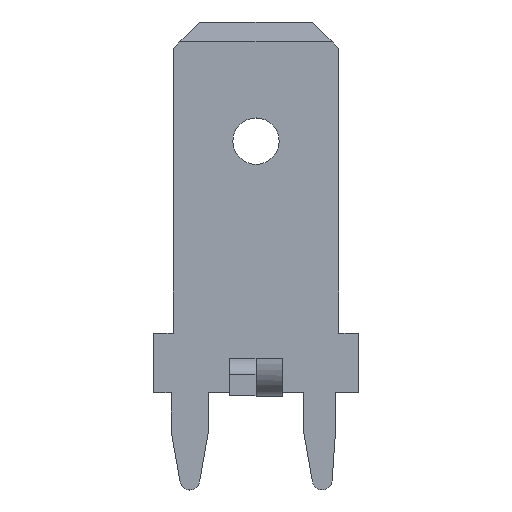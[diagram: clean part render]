
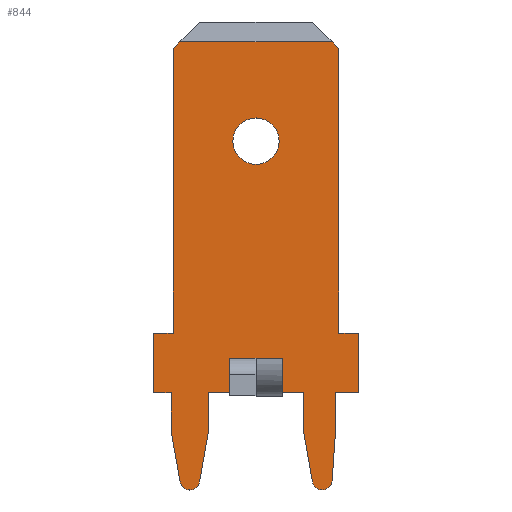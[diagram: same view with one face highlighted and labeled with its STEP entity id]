
A CAD part, top view. The second image highlights one B-rep face of the part: STEP entity #844.
In plain terms, the highlighted planar face has unit normal (0, 0, 1).
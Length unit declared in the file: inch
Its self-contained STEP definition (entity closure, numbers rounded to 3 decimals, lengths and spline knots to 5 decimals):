
#121=CARTESIAN_POINT('',(0.,0.35,0.016));
#122=DIRECTION('',(0.,0.,-1.));
#123=DIRECTION('',(1.,0.,0.));
#124=AXIS2_PLACEMENT_3D('',#121,#122,#123);
#126=CARTESIAN_POINT('',(0.,0.35,0.016));
#127=DIRECTION('',(0.,0.,-1.));
#128=DIRECTION('',(-1.,0.,0.));
#129=AXIS2_PLACEMENT_3D('',#126,#127,#128);
#131=DIRECTION('',(1.,0.,0.));
#132=VECTOR('',#131,0.03207);
#133=CARTESIAN_POINT('',(0.04,-0.03,0.016));
#134=LINE('',#133,#132);
#135=DIRECTION('',(0.,-1.,0.));
#136=VECTOR('',#135,0.052);
#137=CARTESIAN_POINT('',(0.04,0.022,0.016));
#138=LINE('',#137,#136);
#139=DIRECTION('',(0.,1.,0.));
#140=VECTOR('',#139,0.00078);
#141=CARTESIAN_POINT('',(-0.04,-0.03,0.016));
#142=LINE('',#141,#140);
#143=DIRECTION('',(1.,0.,0.));
#144=VECTOR('',#143,0.03207);
#145=CARTESIAN_POINT('',(-0.07207,-0.03,0.016));
#146=LINE('',#145,#144);
#147=DIRECTION('',(0.174,0.985,0.));
#148=VECTOR('',#147,0.07576);
#149=CARTESIAN_POINT('',(-0.08523,-0.16461,0.016));
#150=LINE('',#149,#148);
#151=CARTESIAN_POINT('',(-0.1,-0.162,0.016));
#152=DIRECTION('',(0.,0.,1.));
#153=DIRECTION('',(-0.985,-0.174,0.));
#154=AXIS2_PLACEMENT_3D('',#151,#152,#153);
#156=DIRECTION('',(0.174,-0.985,0.));
#157=VECTOR('',#156,0.07576);
#158=CARTESIAN_POINT('',(-0.12793,-0.09,0.016));
#159=LINE('',#158,#157);
#160=DIRECTION('',(0.,-1.,0.));
#161=VECTOR('',#160,0.06);
#162=CARTESIAN_POINT('',(-0.12793,-0.03,0.016));
#163=LINE('',#162,#161);
#164=DIRECTION('',(1.,0.,0.));
#165=VECTOR('',#164,0.02707);
#166=CARTESIAN_POINT('',(-0.155,-0.03,0.016));
#167=LINE('',#166,#165);
#168=DIRECTION('',(0.,-1.,0.));
#169=VECTOR('',#168,0.09);
#170=CARTESIAN_POINT('',(-0.155,0.06,0.016));
#171=LINE('',#170,#169);
#172=DIRECTION('',(-1.,0.,0.));
#173=VECTOR('',#172,0.03);
#174=CARTESIAN_POINT('',(-0.125,0.06,0.016));
#175=LINE('',#174,#173);
#176=DIRECTION('',(0.,-1.,0.));
#177=VECTOR('',#176,0.43);
#178=CARTESIAN_POINT('',(-0.125,0.49,0.016));
#179=LINE('',#178,#177);
#180=DIRECTION('',(-0.707,-0.707,0.));
#181=VECTOR('',#180,0.01414);
#182=CARTESIAN_POINT('',(-0.115,0.5,0.016));
#183=LINE('',#182,#181);
#184=DIRECTION('',(-1.,0.,0.));
#185=VECTOR('',#184,0.23);
#186=CARTESIAN_POINT('',(0.115,0.5,0.016));
#187=LINE('',#186,#185);
#188=DIRECTION('',(-0.707,0.707,0.));
#189=VECTOR('',#188,0.01414);
#190=CARTESIAN_POINT('',(0.125,0.49,0.016));
#191=LINE('',#190,#189);
#192=DIRECTION('',(0.,1.,0.));
#193=VECTOR('',#192,0.43);
#194=CARTESIAN_POINT('',(0.125,0.06,0.016));
#195=LINE('',#194,#193);
#196=DIRECTION('',(-1.,0.,0.));
#197=VECTOR('',#196,0.03);
#198=CARTESIAN_POINT('',(0.155,0.06,0.016));
#199=LINE('',#198,#197);
#200=DIRECTION('',(0.,1.,0.));
#201=VECTOR('',#200,0.09);
#202=CARTESIAN_POINT('',(0.155,-0.03,0.016));
#203=LINE('',#202,#201);
#204=DIRECTION('',(1.,0.,0.));
#205=VECTOR('',#204,0.03493);
#206=CARTESIAN_POINT('',(0.12007,-0.03,0.016));
#207=LINE('',#206,#205);
#208=DIRECTION('',(0.,1.,0.));
#209=VECTOR('',#208,0.06);
#210=CARTESIAN_POINT('',(0.12007,-0.09,0.016));
#211=LINE('',#210,#209);
#212=DIRECTION('',(0.07,0.998,0.));
#213=VECTOR('',#212,0.07322);
#214=CARTESIAN_POINT('',(0.11496,-0.16305,0.016));
#215=LINE('',#214,#213);
#216=CARTESIAN_POINT('',(0.1,-0.162,0.016));
#217=DIRECTION('',(0.,0.,1.));
#218=DIRECTION('',(-0.985,-0.174,0.));
#219=AXIS2_PLACEMENT_3D('',#216,#217,#218);
#221=DIRECTION('',(0.174,-0.985,0.));
#222=VECTOR('',#221,0.07576);
#223=CARTESIAN_POINT('',(0.07207,-0.09,0.016));
#224=LINE('',#223,#222);
#229=DIRECTION('',(0.,-1.,0.));
#230=VECTOR('',#229,0.06);
#231=CARTESIAN_POINT('',(0.07207,-0.03,0.016));
#232=LINE('',#231,#230);
#246=DIRECTION('',(1.,0.,0.));
#247=VECTOR('',#246,0.04);
#248=CARTESIAN_POINT('',(0.,0.022,0.016));
#249=LINE('',#248,#247);
#332=DIRECTION('',(0.,1.,0.));
#333=VECTOR('',#332,0.06);
#334=CARTESIAN_POINT('',(-0.07207,-0.09,0.016));
#335=LINE('',#334,#333);
#436=DIRECTION('',(0.,-1.,0.));
#437=VECTOR('',#436,0.05122);
#438=CARTESIAN_POINT('',(-0.04,0.022,0.016));
#439=LINE('',#438,#437);
#462=DIRECTION('',(-1.,0.,0.));
#463=VECTOR('',#462,0.04);
#464=CARTESIAN_POINT('',(0.,0.022,0.016));
#465=LINE('',#464,#463);
#553=CARTESIAN_POINT('',(0.035,0.35,0.016));
#554=CARTESIAN_POINT('',(-0.035,0.35,0.016));
#555=VERTEX_POINT('',#553);
#556=VERTEX_POINT('',#554);
#557=CARTESIAN_POINT('',(-0.125,0.06,0.016));
#558=CARTESIAN_POINT('',(-0.155,0.06,0.016));
#559=VERTEX_POINT('',#557);
#560=VERTEX_POINT('',#558);
#561=CARTESIAN_POINT('',(-0.155,-0.03,0.016));
#562=VERTEX_POINT('',#561);
#563=CARTESIAN_POINT('',(-0.12793,-0.03,0.016));
#564=VERTEX_POINT('',#563);
#565=CARTESIAN_POINT('',(-0.12793,-0.09,0.016));
#566=VERTEX_POINT('',#565);
#567=CARTESIAN_POINT('',(-0.11477,-0.16461,0.016));
#568=VERTEX_POINT('',#567);
#569=CARTESIAN_POINT('',(-0.08523,-0.16461,0.016));
#570=VERTEX_POINT('',#569);
#571=CARTESIAN_POINT('',(-0.07207,-0.09,0.016));
#572=VERTEX_POINT('',#571);
#573=CARTESIAN_POINT('',(0.07207,-0.09,0.016));
#574=CARTESIAN_POINT('',(0.08523,-0.16461,0.016));
#575=VERTEX_POINT('',#573);
#576=VERTEX_POINT('',#574);
#577=CARTESIAN_POINT('',(0.11496,-0.16305,0.016));
#578=VERTEX_POINT('',#577);
#579=CARTESIAN_POINT('',(0.12007,-0.09,0.016));
#580=VERTEX_POINT('',#579);
#581=CARTESIAN_POINT('',(0.12007,-0.03,0.016));
#582=VERTEX_POINT('',#581);
#583=CARTESIAN_POINT('',(0.155,-0.03,0.016));
#584=VERTEX_POINT('',#583);
#585=CARTESIAN_POINT('',(0.155,0.06,0.016));
#586=VERTEX_POINT('',#585);
#587=CARTESIAN_POINT('',(0.125,0.06,0.016));
#588=VERTEX_POINT('',#587);
#589=CARTESIAN_POINT('',(0.125,0.49,0.016));
#591=VERTEX_POINT('',#589);
#593=CARTESIAN_POINT('',(-0.125,0.49,0.016));
#595=VERTEX_POINT('',#593);
#597=CARTESIAN_POINT('',(-0.115,0.5,0.016));
#599=VERTEX_POINT('',#597);
#603=CARTESIAN_POINT('',(0.115,0.5,0.016));
#604=VERTEX_POINT('',#603);
#645=CARTESIAN_POINT('',(0.,0.022,0.016));
#647=VERTEX_POINT('',#645);
#651=CARTESIAN_POINT('',(-0.04,-0.03,0.016));
#653=VERTEX_POINT('',#651);
#655=CARTESIAN_POINT('',(0.04,-0.03,0.016));
#657=VERTEX_POINT('',#655);
#660=CARTESIAN_POINT('',(-0.07207,-0.03,0.016));
#662=VERTEX_POINT('',#660);
#664=CARTESIAN_POINT('',(0.07207,-0.03,0.016));
#666=VERTEX_POINT('',#664);
#667=CARTESIAN_POINT('',(-0.04,0.022,0.016));
#668=CARTESIAN_POINT('',(-0.04,-0.02922,0.016));
#669=VERTEX_POINT('',#667);
#670=VERTEX_POINT('',#668);
#677=CARTESIAN_POINT('',(0.04,0.022,0.016));
#678=VERTEX_POINT('',#677);
#777=CARTESIAN_POINT('',(0.,0.,0.016));
#778=DIRECTION('',(0.,0.,1.));
#779=DIRECTION('',(1.,0.,0.));
#780=AXIS2_PLACEMENT_3D('',#777,#778,#779);
#781=PLANE('',#780);
#783=ORIENTED_EDGE('',*,*,#782,.F.);
#785=ORIENTED_EDGE('',*,*,#784,.F.);
#787=ORIENTED_EDGE('',*,*,#786,.F.);
#789=ORIENTED_EDGE('',*,*,#788,.F.);
#791=ORIENTED_EDGE('',*,*,#790,.T.);
#793=ORIENTED_EDGE('',*,*,#792,.T.);
#795=ORIENTED_EDGE('',*,*,#794,.F.);
#797=ORIENTED_EDGE('',*,*,#796,.F.);
#799=ORIENTED_EDGE('',*,*,#798,.F.);
#801=ORIENTED_EDGE('',*,*,#800,.F.);
#803=ORIENTED_EDGE('',*,*,#802,.F.);
#805=ORIENTED_EDGE('',*,*,#804,.F.);
#807=ORIENTED_EDGE('',*,*,#806,.F.);
#809=ORIENTED_EDGE('',*,*,#808,.F.);
#811=ORIENTED_EDGE('',*,*,#810,.F.);
#813=ORIENTED_EDGE('',*,*,#812,.F.);
#815=ORIENTED_EDGE('',*,*,#814,.F.);
#817=ORIENTED_EDGE('',*,*,#816,.F.);
#819=ORIENTED_EDGE('',*,*,#818,.F.);
#821=ORIENTED_EDGE('',*,*,#820,.F.);
#823=ORIENTED_EDGE('',*,*,#822,.F.);
#825=ORIENTED_EDGE('',*,*,#824,.F.);
#827=ORIENTED_EDGE('',*,*,#826,.F.);
#829=ORIENTED_EDGE('',*,*,#828,.F.);
#831=ORIENTED_EDGE('',*,*,#830,.F.);
#833=ORIENTED_EDGE('',*,*,#832,.F.);
#835=ORIENTED_EDGE('',*,*,#834,.F.);
#837=ORIENTED_EDGE('',*,*,#836,.F.);
#838=EDGE_LOOP('',(#783,#785,#787,#789,#791,#793,#795,#797,#799,#801,#803,#805,
#807,#809,#811,#813,#815,#817,#819,#821,#823,#825,#827,#829,#831,#833,#835,
#837));
#839=FACE_OUTER_BOUND('',#838,.F.);
#840=ORIENTED_EDGE('',*,*,#757,.F.);
#841=ORIENTED_EDGE('',*,*,#771,.F.);
#842=EDGE_LOOP('',(#840,#841));
#843=FACE_BOUND('',#842,.F.);
#844=ADVANCED_FACE('',(#839,#843),#781,.T.);
#125=CIRCLE('',#124,0.035);
#130=CIRCLE('',#129,0.035);
#155=CIRCLE('',#154,0.015);
#220=CIRCLE('',#219,0.015);
#757=EDGE_CURVE('',#555,#556,#125,.T.);
#771=EDGE_CURVE('',#556,#555,#130,.T.);
#782=EDGE_CURVE('',#666,#575,#232,.T.);
#784=EDGE_CURVE('',#657,#666,#134,.T.);
#786=EDGE_CURVE('',#678,#657,#138,.T.);
#788=EDGE_CURVE('',#647,#678,#249,.T.);
#790=EDGE_CURVE('',#647,#669,#465,.T.);
#792=EDGE_CURVE('',#669,#670,#439,.T.);
#794=EDGE_CURVE('',#653,#670,#142,.T.);
#796=EDGE_CURVE('',#662,#653,#146,.T.);
#798=EDGE_CURVE('',#572,#662,#335,.T.);
#800=EDGE_CURVE('',#570,#572,#150,.T.);
#802=EDGE_CURVE('',#568,#570,#155,.T.);
#804=EDGE_CURVE('',#566,#568,#159,.T.);
#806=EDGE_CURVE('',#564,#566,#163,.T.);
#808=EDGE_CURVE('',#562,#564,#167,.T.);
#810=EDGE_CURVE('',#560,#562,#171,.T.);
#812=EDGE_CURVE('',#559,#560,#175,.T.);
#814=EDGE_CURVE('',#595,#559,#179,.T.);
#816=EDGE_CURVE('',#599,#595,#183,.T.);
#818=EDGE_CURVE('',#604,#599,#187,.T.);
#820=EDGE_CURVE('',#591,#604,#191,.T.);
#822=EDGE_CURVE('',#588,#591,#195,.T.);
#824=EDGE_CURVE('',#586,#588,#199,.T.);
#826=EDGE_CURVE('',#584,#586,#203,.T.);
#828=EDGE_CURVE('',#582,#584,#207,.T.);
#830=EDGE_CURVE('',#580,#582,#211,.T.);
#832=EDGE_CURVE('',#578,#580,#215,.T.);
#834=EDGE_CURVE('',#576,#578,#220,.T.);
#836=EDGE_CURVE('',#575,#576,#224,.T.);
